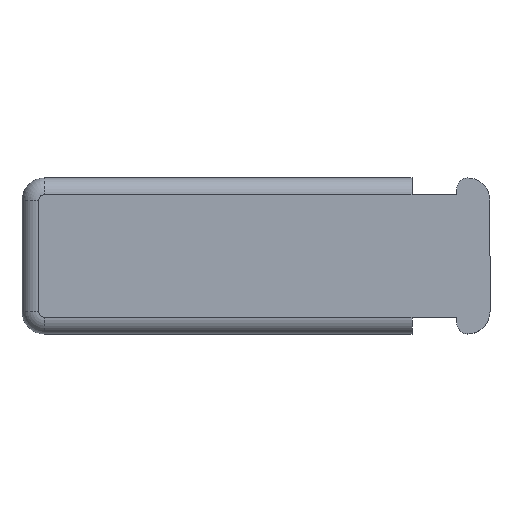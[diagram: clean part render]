
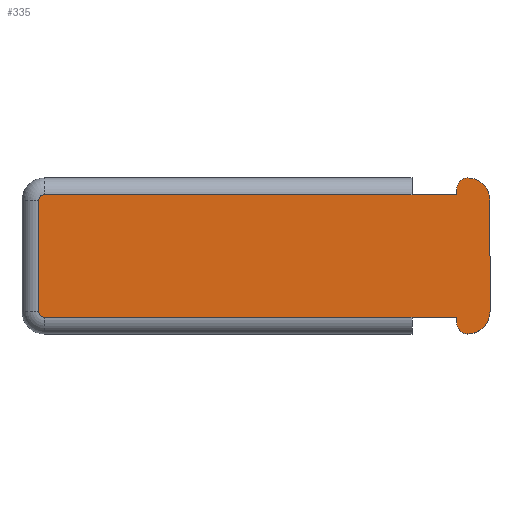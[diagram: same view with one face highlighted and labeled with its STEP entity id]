
A CAD part, top view. The second image highlights one B-rep face of the part: STEP entity #335.
In plain terms, the highlighted planar face has unit normal (0, 0, 1).
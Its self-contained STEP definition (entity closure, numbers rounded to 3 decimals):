
#6 = CARTESIAN_POINT ( 'NONE',  ( -11.5, 6.25, 1.8 ) ) ;
#10 = DIRECTION ( 'NONE',  ( -1., 0., 0. ) ) ;
#40 = CARTESIAN_POINT ( 'NONE',  ( -13.5, 0.75, 1.8 ) ) ;
#42 = VERTEX_POINT ( 'NONE', #725 ) ;
#44 = DIRECTION ( 'NONE',  ( 0., 0., 1. ) ) ;
#45 = LINE ( 'NONE', #40, #129 ) ;
#62 = ORIENTED_EDGE ( 'NONE', *, *, #864, .T. ) ;
#63 = CARTESIAN_POINT ( 'NONE',  ( -30., 6.25, 1.8 ) ) ;
#64 = VERTEX_POINT ( 'NONE', #182 ) ;
#77 = VERTEX_POINT ( 'NONE', #63 ) ;
#83 = CARTESIAN_POINT ( 'NONE',  ( -30., 1., 1.8 ) ) ;
#90 = CARTESIAN_POINT ( 'NONE',  ( -30., 0.75, 1.8 ) ) ;
#97 = DIRECTION ( 'NONE',  ( 1., 0., 0. ) ) ;
#102 = VERTEX_POINT ( 'NONE', #754 ) ;
#108 = CARTESIAN_POINT ( 'NONE',  ( -11., 1., 1.8 ) ) ;
#121 = CARTESIAN_POINT ( 'NONE',  ( -11., 0.5, 1.8 ) ) ;
#124 = VERTEX_POINT ( 'NONE', #385 ) ;
#129 = VECTOR ( 'NONE', #472, 1000. ) ;
#139 = LINE ( 'NONE', #6, #594 ) ;
#143 = ORIENTED_EDGE ( 'NONE', *, *, #225, .T. ) ;
#145 = PLANE ( 'NONE',  #260 ) ;
#161 = CARTESIAN_POINT ( 'NONE',  ( -30., 1., 1.8 ) ) ;
#169 = ORIENTED_EDGE ( 'NONE', *, *, #582, .T. ) ;
#171 = VECTOR ( 'NONE', #512, 1000. ) ;
#182 = CARTESIAN_POINT ( 'NONE',  ( -11., 0., 1.8 ) ) ;
#184 = VECTOR ( 'NONE', #10, 1000. ) ;
#187 = EDGE_CURVE ( 'NONE', #64, #537, #782, .T. ) ;
#190 = ORIENTED_EDGE ( 'NONE', *, *, #829, .T. ) ;
#199 = AXIS2_PLACEMENT_3D ( 'NONE', #801, #44, #305 ) ;
#202 = EDGE_CURVE ( 'NONE', #236, #64, #462, .T. ) ;
#203 = LINE ( 'NONE', #500, #593 ) ;
#205 = AXIS2_PLACEMENT_3D ( 'NONE', #372, #581, #376 ) ;
#214 = LINE ( 'NONE', #621, #184 ) ;
#215 = ORIENTED_EDGE ( 'NONE', *, *, #505, .T. ) ;
#216 = FACE_OUTER_BOUND ( 'NONE', #738, .T. ) ;
#223 = ORIENTED_EDGE ( 'NONE', *, *, #301, .T. ) ;
#225 = EDGE_CURVE ( 'NONE', #575, #236, #280, .T. ) ;
#226 = DIRECTION ( 'NONE',  ( 0., 0., 1. ) ) ;
#235 = EDGE_CURVE ( 'NONE', #854, #345, #139, .T. ) ;
#236 = VERTEX_POINT ( 'NONE', #552 ) ;
#247 = CIRCLE ( 'NONE', #794, 0.25 ) ;
#248 = CIRCLE ( 'NONE', #679, 0.25 ) ;
#253 = CARTESIAN_POINT ( 'NONE',  ( -11.5, 0.75, 1.8 ) ) ;
#260 = AXIS2_PLACEMENT_3D ( 'NONE', #83, #613, #421 ) ;
#280 = LINE ( 'NONE', #485, #576 ) ;
#285 = ORIENTED_EDGE ( 'NONE', *, *, #423, .T. ) ;
#294 = CARTESIAN_POINT ( 'NONE',  ( -10., 6., 1.8 ) ) ;
#301 = EDGE_CURVE ( 'NONE', #345, #77, #214, .T. ) ;
#305 = DIRECTION ( 'NONE',  ( 1., 0., 0. ) ) ;
#309 = CARTESIAN_POINT ( 'NONE',  ( -11., 7., 1.8 ) ) ;
#335 = ADVANCED_FACE ( 'NONE', ( #216 ), #145, .T. ) ;
#337 = ORIENTED_EDGE ( 'NONE', *, *, #202, .T. ) ;
#341 = DIRECTION ( 'NONE',  ( 1., 0., 0. ) ) ;
#345 = VERTEX_POINT ( 'NONE', #629 ) ;
#359 = LINE ( 'NONE', #444, #171 ) ;
#364 = EDGE_CURVE ( 'NONE', #124, #102, #646, .T. ) ;
#370 = DIRECTION ( 'NONE',  ( 1., 0., 0. ) ) ;
#371 = VECTOR ( 'NONE', #498, 1000. ) ;
#372 = CARTESIAN_POINT ( 'NONE',  ( -11., 6., 1.8 ) ) ;
#376 = DIRECTION ( 'NONE',  ( 1., 0., 0. ) ) ;
#385 = CARTESIAN_POINT ( 'NONE',  ( -30.25, 6., 1.8 ) ) ;
#397 = CARTESIAN_POINT ( 'NONE',  ( -10., 1., 1.8 ) ) ;
#410 = DIRECTION ( 'NONE',  ( -1., 0., 0. ) ) ;
#411 = VERTEX_POINT ( 'NONE', #90 ) ;
#421 = DIRECTION ( 'NONE',  ( 1., 0., 0. ) ) ;
#423 = EDGE_CURVE ( 'NONE', #102, #411, #247, .T. ) ;
#436 = CARTESIAN_POINT ( 'NONE',  ( -30.25, 1., 1.8 ) ) ;
#442 = EDGE_CURVE ( 'NONE', #537, #767, #359, .T. ) ;
#444 = CARTESIAN_POINT ( 'NONE',  ( -10., 7., 1.8 ) ) ;
#456 = LINE ( 'NONE', #783, #821 ) ;
#457 = DIRECTION ( 'NONE',  ( 0., 0., 1. ) ) ;
#460 = ORIENTED_EDGE ( 'NONE', *, *, #187, .T. ) ;
#462 = CIRCLE ( 'NONE', #663, 0.5 ) ;
#469 = EDGE_CURVE ( 'NONE', #767, #781, #632, .T. ) ;
#472 = DIRECTION ( 'NONE',  ( 1., 0., 0. ) ) ;
#474 = CIRCLE ( 'NONE', #199, 0.5 ) ;
#485 = CARTESIAN_POINT ( 'NONE',  ( -11.5, 0.75, 1.8 ) ) ;
#495 = VERTEX_POINT ( 'NONE', #664 ) ;
#498 = DIRECTION ( 'NONE',  ( 0., -1., 0. ) ) ;
#500 = CARTESIAN_POINT ( 'NONE',  ( -11.5, 6.25, 1.8 ) ) ;
#505 = EDGE_CURVE ( 'NONE', #411, #495, #45, .T. ) ;
#512 = DIRECTION ( 'NONE',  ( 0., 1., 0. ) ) ;
#537 = VERTEX_POINT ( 'NONE', #397 ) ;
#552 = CARTESIAN_POINT ( 'NONE',  ( -11.5, 0.5, 1.8 ) ) ;
#575 = VERTEX_POINT ( 'NONE', #253 ) ;
#576 = VECTOR ( 'NONE', #687, 1000. ) ;
#581 = DIRECTION ( 'NONE',  ( 0., 0., 1. ) ) ;
#582 = EDGE_CURVE ( 'NONE', #77, #124, #248, .T. ) ;
#593 = VECTOR ( 'NONE', #617, 1000. ) ;
#594 = VECTOR ( 'NONE', #410, 1000. ) ;
#597 = ORIENTED_EDGE ( 'NONE', *, *, #469, .T. ) ;
#599 = DIRECTION ( 'NONE',  ( 1., 0., 0. ) ) ;
#613 = DIRECTION ( 'NONE',  ( 0., 0., 1. ) ) ;
#617 = DIRECTION ( 'NONE',  ( 0., -1., 0. ) ) ;
#621 = CARTESIAN_POINT ( 'NONE',  ( -30., 6.25, 1.8 ) ) ;
#629 = CARTESIAN_POINT ( 'NONE',  ( -13.5, 6.25, 1.8 ) ) ;
#632 = CIRCLE ( 'NONE', #205, 1. ) ;
#646 = LINE ( 'NONE', #436, #371 ) ;
#663 = AXIS2_PLACEMENT_3D ( 'NONE', #121, #881, #341 ) ;
#664 = CARTESIAN_POINT ( 'NONE',  ( -13.5, 0.75, 1.8 ) ) ;
#679 = AXIS2_PLACEMENT_3D ( 'NONE', #810, #457, #599 ) ;
#682 = DIRECTION ( 'NONE',  ( 0., 0., 1. ) ) ;
#687 = DIRECTION ( 'NONE',  ( 0., -1., 0. ) ) ;
#707 = EDGE_CURVE ( 'NONE', #42, #854, #203, .T. ) ;
#710 = ORIENTED_EDGE ( 'NONE', *, *, #442, .T. ) ;
#716 = CARTESIAN_POINT ( 'NONE',  ( -11.5, 6.25, 1.8 ) ) ;
#725 = CARTESIAN_POINT ( 'NONE',  ( -11.5, 6.5, 1.8 ) ) ;
#726 = ORIENTED_EDGE ( 'NONE', *, *, #707, .T. ) ;
#738 = EDGE_LOOP ( 'NONE', ( #285, #215, #62, #143, #337, #460, #710, #597, #190, #726, #833, #223, #169, #851 ) ) ;
#754 = CARTESIAN_POINT ( 'NONE',  ( -30.25, 1., 1.8 ) ) ;
#767 = VERTEX_POINT ( 'NONE', #294 ) ;
#781 = VERTEX_POINT ( 'NONE', #309 ) ;
#782 = CIRCLE ( 'NONE', #850, 1. ) ;
#783 = CARTESIAN_POINT ( 'NONE',  ( -11.5, 0.75, 1.8 ) ) ;
#794 = AXIS2_PLACEMENT_3D ( 'NONE', #161, #226, #97 ) ;
#801 = CARTESIAN_POINT ( 'NONE',  ( -11., 6.5, 1.8 ) ) ;
#810 = CARTESIAN_POINT ( 'NONE',  ( -30., 6., 1.8 ) ) ;
#811 = DIRECTION ( 'NONE',  ( 1., 0., 0. ) ) ;
#821 = VECTOR ( 'NONE', #370, 1000. ) ;
#829 = EDGE_CURVE ( 'NONE', #781, #42, #474, .T. ) ;
#833 = ORIENTED_EDGE ( 'NONE', *, *, #235, .T. ) ;
#850 = AXIS2_PLACEMENT_3D ( 'NONE', #108, #682, #811 ) ;
#851 = ORIENTED_EDGE ( 'NONE', *, *, #364, .T. ) ;
#854 = VERTEX_POINT ( 'NONE', #716 ) ;
#864 = EDGE_CURVE ( 'NONE', #495, #575, #456, .T. ) ;
#881 = DIRECTION ( 'NONE',  ( 0., 0., 1. ) ) ;
